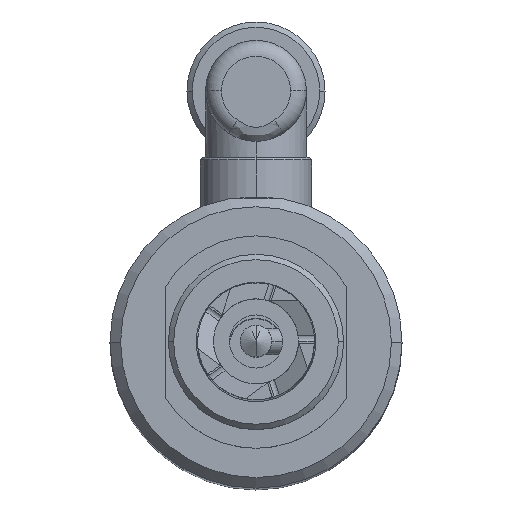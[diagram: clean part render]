
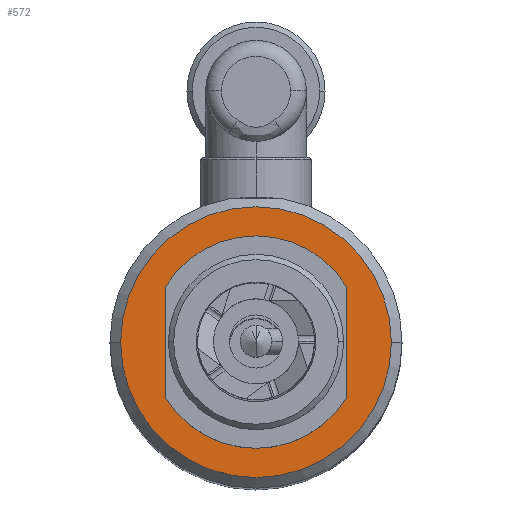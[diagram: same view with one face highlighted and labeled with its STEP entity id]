
A CAD part, top view. The second image highlights one B-rep face of the part: STEP entity #572.
In plain terms, the highlighted planar face has unit normal (0, 0, 1).
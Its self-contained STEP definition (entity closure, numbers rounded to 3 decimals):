
#63 = EDGE_CURVE ( 'NONE', #2662, #860, #1509, .T. ) ;
#79 = DIRECTION ( 'NONE',  ( 1., 0., 0. ) ) ;
#129 = AXIS2_PLACEMENT_3D ( 'NONE', #3009, #3933, #2127 ) ;
#153 = CIRCLE ( 'NONE', #2632, 15.375 ) ;
#159 = VERTEX_POINT ( 'NONE', #1109 ) ;
#166 = DIRECTION ( 'NONE',  ( 0., 0., 1. ) ) ;
#334 = DIRECTION ( 'NONE',  ( 0., 0., 1. ) ) ;
#417 = CARTESIAN_POINT ( 'NONE',  ( 0., 0., 100. ) ) ;
#572 = ADVANCED_FACE ( 'NONE', ( #3475, #2657 ), #1829, .T. ) ;
#736 = AXIS2_PLACEMENT_3D ( 'NONE', #417, #166, #2395 ) ;
#860 = VERTEX_POINT ( 'NONE', #1258 ) ;
#867 = CIRCLE ( 'NONE', #3005, 15.375 ) ;
#934 = ORIENTED_EDGE ( 'NONE', *, *, #1050, .F. ) ;
#1050 = EDGE_CURVE ( 'NONE', #159, #1275, #153, .T. ) ;
#1109 = CARTESIAN_POINT ( 'NONE',  ( 15.375, 0., 100. ) ) ;
#1236 = EDGE_CURVE ( 'NONE', #860, #2662, #2819, .T. ) ;
#1258 = CARTESIAN_POINT ( 'NONE',  ( 25.5, 0., 100. ) ) ;
#1275 = VERTEX_POINT ( 'NONE', #3247 ) ;
#1369 = AXIS2_PLACEMENT_3D ( 'NONE', #3548, #1744, #3848 ) ;
#1509 = CIRCLE ( 'NONE', #736, 25.5 ) ;
#1665 = ORIENTED_EDGE ( 'NONE', *, *, #63, .T. ) ;
#1744 = DIRECTION ( 'NONE',  ( 0., 0., 1. ) ) ;
#1829 = PLANE ( 'NONE',  #129 ) ;
#2011 = DIRECTION ( 'NONE',  ( 0., 0., 1. ) ) ;
#2127 = DIRECTION ( 'NONE',  ( 1., 0., 0. ) ) ;
#2231 = CARTESIAN_POINT ( 'NONE',  ( 0., 0., 100. ) ) ;
#2310 = EDGE_CURVE ( 'NONE', #1275, #159, #867, .T. ) ;
#2395 = DIRECTION ( 'NONE',  ( 1., 0., 0. ) ) ;
#2445 = ORIENTED_EDGE ( 'NONE', *, *, #2310, .F. ) ;
#2534 = DIRECTION ( 'NONE',  ( 1., 0., 0. ) ) ;
#2632 = AXIS2_PLACEMENT_3D ( 'NONE', #3816, #2011, #79 ) ;
#2657 = FACE_OUTER_BOUND ( 'NONE', #2974, .T. ) ;
#2662 = VERTEX_POINT ( 'NONE', #3952 ) ;
#2819 = CIRCLE ( 'NONE', #1369, 25.5 ) ;
#2974 = EDGE_LOOP ( 'NONE', ( #1665, #3956 ) ) ;
#3005 = AXIS2_PLACEMENT_3D ( 'NONE', #2231, #334, #2534 ) ;
#3009 = CARTESIAN_POINT ( 'NONE',  ( 0., 0., 100. ) ) ;
#3247 = CARTESIAN_POINT ( 'NONE',  ( -15.375, 0., 100. ) ) ;
#3475 = FACE_BOUND ( 'NONE', #3582, .T. ) ;
#3548 = CARTESIAN_POINT ( 'NONE',  ( 0., 0., 100. ) ) ;
#3582 = EDGE_LOOP ( 'NONE', ( #934, #2445 ) ) ;
#3816 = CARTESIAN_POINT ( 'NONE',  ( 0., 0., 100. ) ) ;
#3848 = DIRECTION ( 'NONE',  ( 1., 0., 0. ) ) ;
#3933 = DIRECTION ( 'NONE',  ( 0., 0., 1. ) ) ;
#3952 = CARTESIAN_POINT ( 'NONE',  ( -25.5, 0., 100. ) ) ;
#3956 = ORIENTED_EDGE ( 'NONE', *, *, #1236, .T. ) ;
